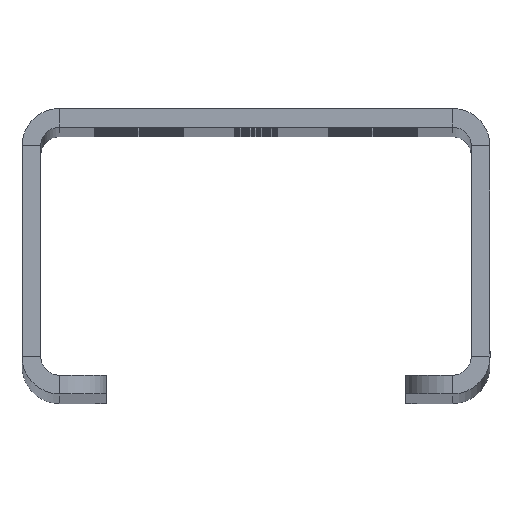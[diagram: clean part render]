
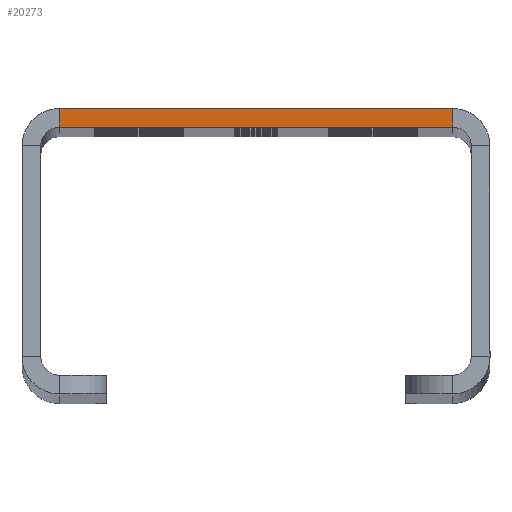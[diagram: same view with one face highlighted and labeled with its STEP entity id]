
A CAD part, top view. The second image highlights one B-rep face of the part: STEP entity #20273.
In plain terms, the highlighted planar face has unit normal (0, 0, 1).
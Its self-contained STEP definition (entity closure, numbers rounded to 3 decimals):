
#761 = CARTESIAN_POINT ( 'NONE',  ( 25., 0., 295.5 ) ) ;
#1135 = VERTEX_POINT ( 'NONE', #3180 ) ;
#1565 = EDGE_LOOP ( 'NONE', ( #14204, #23931, #10178, #22632 ) ) ;
#1847 = DIRECTION ( 'NONE',  ( 0., 1., 0. ) ) ;
#1929 = AXIS2_PLACEMENT_3D ( 'NONE', #15500, #17107, #20788 ) ;
#2153 = VECTOR ( 'NONE', #16706, 1000. ) ;
#2231 = CARTESIAN_POINT ( 'NONE',  ( -21., -2., 295.5 ) ) ;
#2324 = LINE ( 'NONE', #16843, #2153 ) ;
#3180 = CARTESIAN_POINT ( 'NONE',  ( 21., -2., 295.5 ) ) ;
#4084 = LINE ( 'NONE', #761, #8953 ) ;
#4555 = LINE ( 'NONE', #6531, #24223 ) ;
#4909 = DIRECTION ( 'NONE',  ( 1., 0., 0. ) ) ;
#6044 = DIRECTION ( 'NONE',  ( 1., 0., 0. ) ) ;
#6531 = CARTESIAN_POINT ( 'NONE',  ( 25., -2., 295.5 ) ) ;
#7811 = VERTEX_POINT ( 'NONE', #2231 ) ;
#8217 = EDGE_CURVE ( 'NONE', #1135, #9509, #2324, .T. ) ;
#8953 = VECTOR ( 'NONE', #6044, 1000. ) ;
#9234 = LINE ( 'NONE', #22487, #18297 ) ;
#9509 = VERTEX_POINT ( 'NONE', #15835 ) ;
#10178 = ORIENTED_EDGE ( 'NONE', *, *, #8217, .T. ) ;
#11580 = FACE_OUTER_BOUND ( 'NONE', #1565, .T. ) ;
#12959 = EDGE_CURVE ( 'NONE', #7811, #20471, #9234, .T. ) ;
#14204 = ORIENTED_EDGE ( 'NONE', *, *, #12959, .F. ) ;
#14359 = EDGE_CURVE ( 'NONE', #20471, #9509, #4084, .T. ) ;
#15500 = CARTESIAN_POINT ( 'NONE',  ( 25., -2., 295.5 ) ) ;
#15835 = CARTESIAN_POINT ( 'NONE',  ( 21., 0., 295.5 ) ) ;
#16706 = DIRECTION ( 'NONE',  ( 0., 1., 0. ) ) ;
#16843 = CARTESIAN_POINT ( 'NONE',  ( 21., -2., 295.5 ) ) ;
#17107 = DIRECTION ( 'NONE',  ( 0., 0., 1. ) ) ;
#18297 = VECTOR ( 'NONE', #1847, 1000. ) ;
#19420 = PLANE ( 'NONE',  #1929 ) ;
#20273 = ADVANCED_FACE ( 'NONE', ( #11580 ), #19420, .T. ) ;
#20471 = VERTEX_POINT ( 'NONE', #23481 ) ;
#20788 = DIRECTION ( 'NONE',  ( 1., 0., 0. ) ) ;
#22487 = CARTESIAN_POINT ( 'NONE',  ( -21., -2., 295.5 ) ) ;
#22632 = ORIENTED_EDGE ( 'NONE', *, *, #14359, .F. ) ;
#22890 = EDGE_CURVE ( 'NONE', #7811, #1135, #4555, .T. ) ;
#23481 = CARTESIAN_POINT ( 'NONE',  ( -21., 0., 295.5 ) ) ;
#23931 = ORIENTED_EDGE ( 'NONE', *, *, #22890, .T. ) ;
#24223 = VECTOR ( 'NONE', #4909, 1000. ) ;
